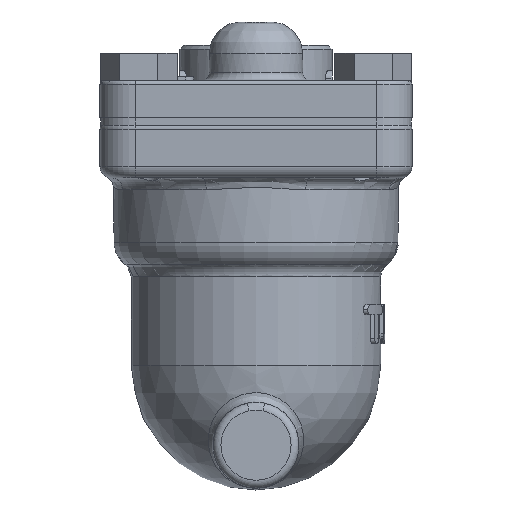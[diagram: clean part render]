
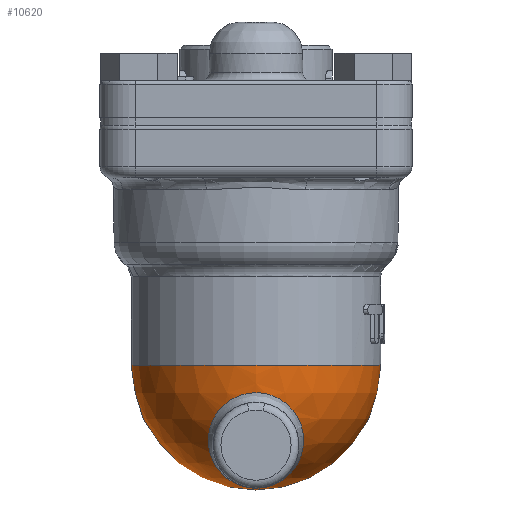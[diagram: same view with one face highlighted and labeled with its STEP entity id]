
A CAD part, left-side view. The second image highlights one B-rep face of the part: STEP entity #10620.
In plain terms, the highlighted spherical face has radius 32 mm.
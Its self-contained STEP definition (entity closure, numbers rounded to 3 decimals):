
#19=SPHERICAL_SURFACE('',#11695,32.);
#292=B_SPLINE_CURVE_WITH_KNOTS('',3,(#19986,#19987,#19988,#19989,#19990,
#19991,#19992,#19993,#19994),.UNSPECIFIED.,.F.,.F.,(4,1,1,1,1,1,4),(-8.475,
-8.172,-7.87,-7.264,-6.861,
-6.457,-6.381),.UNSPECIFIED.);
#293=B_SPLINE_CURVE_WITH_KNOTS('',3,(#19996,#19997,#19998,#19999,#20000,
#20001,#20002,#20003,#20004,#20005,#20006,#20007,#20008),.UNSPECIFIED.,
 .F.,.F.,(4,1,1,1,1,1,1,1,1,1,4),(-6.381,-6.053,-5.65,
-5.246,-4.843,-4.439,-3.632,
-2.825,-2.421,-2.22,-2.144),
 .UNSPECIFIED.);
#294=B_SPLINE_CURVE_WITH_KNOTS('',3,(#20009,#20010,#20011,#20012,#20013,
#20014,#20015,#20016,#20017,#20018),.UNSPECIFIED.,.F.,.F.,(4,1,1,1,1,1,
1,4),(-2.144,-2.119,-2.018,-1.816,
-1.614,-1.211,-0.605,0.),
 .UNSPECIFIED.);
#1464=FACE_OUTER_BOUND('',#2159,.T.);
#2159=EDGE_LOOP('',(#8499,#8500,#8501,#8502,#8503,#8504,#8505,#8506,#8507,
#8508,#8509,#8510));
#3975=CIRCLE('',#11649,27.713);
#3978=CIRCLE('',#11653,16.);
#3980=CIRCLE('',#11656,27.713);
#4003=CIRCLE('',#11696,32.);
#4004=CIRCLE('',#11697,32.);
#4005=CIRCLE('',#11698,32.);
#4006=CIRCLE('',#11699,32.);
#4847=VERTEX_POINT('',#19043);
#4848=VERTEX_POINT('',#19048);
#4849=VERTEX_POINT('',#19053);
#4851=VERTEX_POINT('',#19058);
#4874=VERTEX_POINT('',#19983);
#4875=VERTEX_POINT('',#19985);
#4876=VERTEX_POINT('',#19995);
#4877=VERTEX_POINT('',#20040);
#4878=VERTEX_POINT('',#20043);
#6117=EDGE_CURVE('',#4848,#4847,#3975,.T.);
#6120=EDGE_CURVE('',#4849,#4848,#3978,.T.);
#6122=EDGE_CURVE('',#4851,#4849,#3980,.T.);
#6179=EDGE_CURVE('',#4874,#4875,#292,.T.);
#6180=EDGE_CURVE('',#4875,#4876,#293,.T.);
#6181=EDGE_CURVE('',#4876,#4874,#294,.T.);
#6183=EDGE_CURVE('',#4851,#4877,#4003,.T.);
#6184=EDGE_CURVE('',#4877,#4875,#4004,.T.);
#6185=EDGE_CURVE('',#4876,#4878,#4005,.T.);
#6186=EDGE_CURVE('',#4877,#4847,#4006,.T.);
#8499=ORIENTED_EDGE('',*,*,#6122,.F.);
#8500=ORIENTED_EDGE('',*,*,#6183,.T.);
#8501=ORIENTED_EDGE('',*,*,#6184,.T.);
#8502=ORIENTED_EDGE('',*,*,#6179,.F.);
#8503=ORIENTED_EDGE('',*,*,#6181,.F.);
#8504=ORIENTED_EDGE('',*,*,#6185,.T.);
#8505=ORIENTED_EDGE('',*,*,#6185,.F.);
#8506=ORIENTED_EDGE('',*,*,#6180,.F.);
#8507=ORIENTED_EDGE('',*,*,#6184,.F.);
#8508=ORIENTED_EDGE('',*,*,#6186,.T.);
#8509=ORIENTED_EDGE('',*,*,#6117,.F.);
#8510=ORIENTED_EDGE('',*,*,#6120,.F.);
#10620=ADVANCED_FACE('',(#1464),#19,.T.);
#11649=AXIS2_PLACEMENT_3D('',#19050,#13908,#13909);
#11653=AXIS2_PLACEMENT_3D('',#19055,#13916,#13917);
#11656=AXIS2_PLACEMENT_3D('',#19060,#13922,#13923);
#11695=AXIS2_PLACEMENT_3D('',#20039,#14011,#14012);
#11696=AXIS2_PLACEMENT_3D('',#20041,#14013,#14014);
#11697=AXIS2_PLACEMENT_3D('',#20042,#14015,#14016);
#11698=AXIS2_PLACEMENT_3D('',#20044,#14017,#14018);
#11699=AXIS2_PLACEMENT_3D('',#20045,#14019,#14020);
#13908=DIRECTION('center_axis',(0.,-1.,0.));
#13909=DIRECTION('ref_axis',(0.991,0.,-0.131));
#13916=DIRECTION('center_axis',(0.966,0.,
-0.259));
#13917=DIRECTION('ref_axis',(-0.259,0.,-0.966));
#13922=DIRECTION('center_axis',(0.,1.,0.));
#13923=DIRECTION('ref_axis',(0.991,0.,-0.131));
#14011=DIRECTION('center_axis',(0.,0.,1.));
#14012=DIRECTION('ref_axis',(1.,0.,0.));
#14013=DIRECTION('center_axis',(0.,0.,
-1.));
#14014=DIRECTION('ref_axis',(1.,0.,0.));
#14015=DIRECTION('center_axis',(0.,-1.,0.));
#14016=DIRECTION('ref_axis',(-1.,0.,0.));
#14017=DIRECTION('center_axis',(0.,-1.,0.));
#14018=DIRECTION('ref_axis',(-1.,0.,0.));
#14019=DIRECTION('center_axis',(0.,0.,
-1.));
#14020=DIRECTION('ref_axis',(1.,0.,0.));
#19043=CARTESIAN_POINT('',(-137.413,45.487,36.182));
#19048=CARTESIAN_POINT('',(-138.358,45.487,29.009));
#19050=CARTESIAN_POINT('Origin',(-165.126,45.487,36.182));
#19053=CARTESIAN_POINT('',(-138.358,13.487,29.009));
#19055=CARTESIAN_POINT('Origin',(-138.358,29.487,29.009));
#19058=CARTESIAN_POINT('',(-137.413,13.487,36.182));
#19060=CARTESIAN_POINT('Origin',(-165.126,13.487,36.182));
#19983=CARTESIAN_POINT('',(-186.291,17.332,15.486));
#19985=CARTESIAN_POINT('',(-196.338,29.487,29.123));
#19986=CARTESIAN_POINT('Ctrl Pts',(-186.291,17.332,15.486));
#19987=CARTESIAN_POINT('Ctrl Pts',(-187.05,17.236,16.319));
#19988=CARTESIAN_POINT('Ctrl Pts',(-188.535,17.212,18.038));
#19989=CARTESIAN_POINT('Ctrl Pts',(-191.309,17.921,21.56));
#19990=CARTESIAN_POINT('Ctrl Pts',(-193.901,20.085,25.284));
#19991=CARTESIAN_POINT('Ctrl Pts',(-195.776,24.187,28.212));
#19992=CARTESIAN_POINT('Ctrl Pts',(-196.3,27.412,29.063));
#19993=CARTESIAN_POINT('Ctrl Pts',(-196.338,29.203,29.123));
#19994=CARTESIAN_POINT('Ctrl Pts',(-196.338,29.486,29.122));
#19995=CARTESIAN_POINT('',(-170.594,29.487,4.652));
#19996=CARTESIAN_POINT('Ctrl Pts',(-196.338,29.486,29.122));
#19997=CARTESIAN_POINT('Ctrl Pts',(-196.337,30.711,29.121));
#19998=CARTESIAN_POINT('Ctrl Pts',(-196.081,33.447,28.706));
#19999=CARTESIAN_POINT('Ctrl Pts',(-194.86,37.114,26.765));
#20000=CARTESIAN_POINT('Ctrl Pts',(-192.831,39.887,23.722));
#20001=CARTESIAN_POINT('Ctrl Pts',(-190.307,41.44,20.246));
#20002=CARTESIAN_POINT('Ctrl Pts',(-186.5,42.028,15.541));
#20003=CARTESIAN_POINT('Ctrl Pts',(-181.212,40.373,10.205));
#20004=CARTESIAN_POINT('Ctrl Pts',(-175.668,36.589,6.543));
#20005=CARTESIAN_POINT('Ctrl Pts',(-172.006,33.031,5.066));
#20006=CARTESIAN_POINT('Ctrl Pts',(-170.727,30.811,4.689));
#20007=CARTESIAN_POINT('Ctrl Pts',(-170.596,29.77,4.653));
#20008=CARTESIAN_POINT('Ctrl Pts',(-170.595,29.486,4.652));
#20009=CARTESIAN_POINT('Ctrl Pts',(-170.595,29.486,4.652));
#20010=CARTESIAN_POINT('Ctrl Pts',(-170.595,29.392,4.652));
#20011=CARTESIAN_POINT('Ctrl Pts',(-170.612,28.919,4.658));
#20012=CARTESIAN_POINT('Ctrl Pts',(-170.922,27.721,4.744));
#20013=CARTESIAN_POINT('Ctrl Pts',(-171.96,26.152,5.071));
#20014=CARTESIAN_POINT('Ctrl Pts',(-173.945,24.021,5.845));
#20015=CARTESIAN_POINT('Ctrl Pts',(-177.211,21.308,7.51));
#20016=CARTESIAN_POINT('Ctrl Pts',(-181.591,18.58,10.699));
#20017=CARTESIAN_POINT('Ctrl Pts',(-184.772,17.524,13.819));
#20018=CARTESIAN_POINT('Ctrl Pts',(-186.291,17.332,15.486));
#20039=CARTESIAN_POINT('Origin',(-165.126,29.487,36.182));
#20040=CARTESIAN_POINT('',(-197.126,29.487,36.182));
#20041=CARTESIAN_POINT('Origin',(-165.126,29.487,36.182));
#20042=CARTESIAN_POINT('Origin',(-165.126,29.487,36.182));
#20043=CARTESIAN_POINT('',(-165.126,29.487,4.182));
#20044=CARTESIAN_POINT('Origin',(-165.126,29.487,36.182));
#20045=CARTESIAN_POINT('Origin',(-165.126,29.487,36.182));
